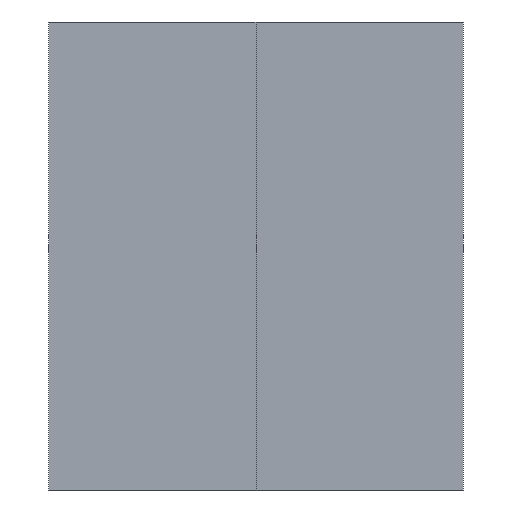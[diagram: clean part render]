
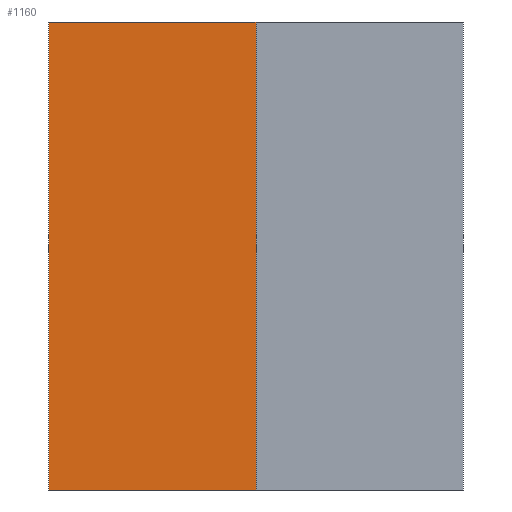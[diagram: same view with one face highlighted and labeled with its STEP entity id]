
A CAD part, front view. The second image highlights one B-rep face of the part: STEP entity #1160.
In plain terms, the highlighted planar face has unit normal (0, -1, 0).
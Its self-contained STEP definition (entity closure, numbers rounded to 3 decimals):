
#75=LINE('',#1968,#161);
#85=LINE('',#1984,#171);
#86=LINE('',#1987,#172);
#87=LINE('',#1988,#173);
#161=VECTOR('',#1589,10.);
#171=VECTOR('',#1603,10.);
#172=VECTOR('',#1606,10.);
#173=VECTOR('',#1607,10.);
#225=FACE_OUTER_BOUND('',#301,.T.);
#301=EDGE_LOOP('',(#802,#803,#804,#805));
#482=VERTEX_POINT('',#1964);
#484=VERTEX_POINT('',#1967);
#488=VERTEX_POINT('',#1982);
#489=VERTEX_POINT('',#1986);
#597=EDGE_CURVE('',#484,#482,#75,.T.);
#607=EDGE_CURVE('',#482,#488,#85,.T.);
#608=EDGE_CURVE('',#488,#489,#86,.T.);
#609=EDGE_CURVE('',#484,#489,#87,.T.);
#802=ORIENTED_EDGE('',*,*,#608,.T.);
#803=ORIENTED_EDGE('',*,*,#609,.F.);
#804=ORIENTED_EDGE('',*,*,#597,.T.);
#805=ORIENTED_EDGE('',*,*,#607,.T.);
#1007=PLANE('',#1301);
#1160=ADVANCED_FACE('',(#225),#1007,.T.);
#1301=AXIS2_PLACEMENT_3D('',#1985,#1604,#1605);
#1589=DIRECTION('',(-1.,0.,0.));
#1603=DIRECTION('',(0.,0.,-1.));
#1604=DIRECTION('center_axis',(0.,-1.,0.));
#1605=DIRECTION('ref_axis',(0.,0.,1.));
#1606=DIRECTION('',(1.,0.,0.));
#1607=DIRECTION('',(0.,0.,-1.));
#1964=CARTESIAN_POINT('',(-6.65,-20.,7.5));
#1967=CARTESIAN_POINT('',(0.,-20.,7.5));
#1968=CARTESIAN_POINT('',(-6.65,-20.,7.5));
#1982=CARTESIAN_POINT('',(-6.65,-20.,-7.5));
#1984=CARTESIAN_POINT('',(-6.65,-20.,0.));
#1985=CARTESIAN_POINT('Origin',(-6.65,-20.,0.));
#1986=CARTESIAN_POINT('',(0.,-20.,-7.5));
#1987=CARTESIAN_POINT('',(-6.65,-20.,-7.5));
#1988=CARTESIAN_POINT('',(0.,-20.,0.));
